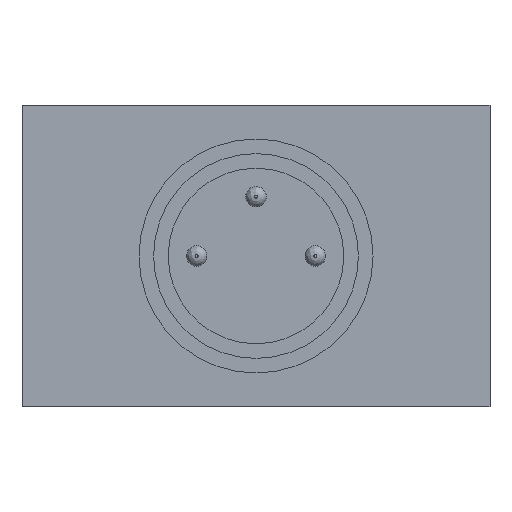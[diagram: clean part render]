
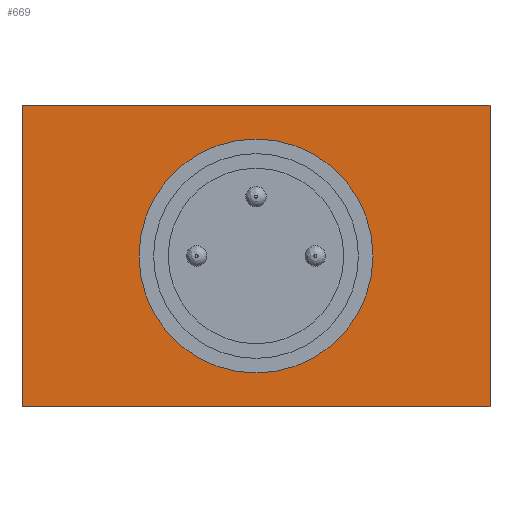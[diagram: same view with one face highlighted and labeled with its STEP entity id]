
A CAD part, left-side view. The second image highlights one B-rep face of the part: STEP entity #669.
In plain terms, the highlighted planar face has unit normal (-1, 0, 0).
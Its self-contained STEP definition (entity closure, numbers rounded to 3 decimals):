
#43=FACE_BOUND('',#183,.T.);
#71=PLANE('',#751);
#115=FACE_OUTER_BOUND('',#182,.T.);
#182=EDGE_LOOP('',(#550,#551,#552,#553));
#183=EDGE_LOOP('',(#554));
#216=CIRCLE('',#725,3.75);
#234=LINE('',#974,#266);
#255=LINE('',#1197,#287);
#257=LINE('',#1201,#289);
#258=LINE('',#1202,#290);
#266=VECTOR('',#776,16.);
#287=VECTOR('',#937,10.3);
#289=VECTOR('',#941,10.3);
#290=VECTOR('',#942,16.);
#302=VERTEX_POINT('',#971);
#303=VERTEX_POINT('',#973);
#333=VERTEX_POINT('',#1155);
#345=VERTEX_POINT('',#1196);
#346=VERTEX_POINT('',#1200);
#357=EDGE_CURVE('',#303,#302,#234,.T.);
#401=EDGE_CURVE('',#333,#333,#216,.T.);
#416=EDGE_CURVE('',#345,#303,#255,.T.);
#418=EDGE_CURVE('',#346,#302,#257,.T.);
#419=EDGE_CURVE('',#345,#346,#258,.T.);
#550=ORIENTED_EDGE('',*,*,#357,.T.);
#551=ORIENTED_EDGE('',*,*,#418,.F.);
#552=ORIENTED_EDGE('',*,*,#419,.F.);
#553=ORIENTED_EDGE('',*,*,#416,.T.);
#554=ORIENTED_EDGE('',*,*,#401,.T.);
#669=ADVANCED_FACE('',(#115,#43),#71,.T.);
#725=AXIS2_PLACEMENT_3D('',#1156,#882,#883);
#751=AXIS2_PLACEMENT_3D('',#1199,#939,#940);
#776=DIRECTION('',(0.,1.,0.));
#882=DIRECTION('center_axis',(1.,0.,0.));
#883=DIRECTION('ref_axis',(0.,-1.,0.));
#937=DIRECTION('',(0.,0.,1.));
#939=DIRECTION('center_axis',(-1.,0.,0.));
#940=DIRECTION('ref_axis',(0.,0.,1.));
#941=DIRECTION('',(0.,0.,1.));
#942=DIRECTION('',(0.,1.,0.));
#971=CARTESIAN_POINT('',(-17.898,7.765,10.3));
#973=CARTESIAN_POINT('',(-17.898,-8.235,10.3));
#974=CARTESIAN_POINT('',(-17.898,-8.235,10.3));
#1155=CARTESIAN_POINT('',(-17.898,-3.985,5.15));
#1156=CARTESIAN_POINT('Origin',(-17.898,-0.235,5.15));
#1196=CARTESIAN_POINT('',(-17.898,-8.235,0.));
#1197=CARTESIAN_POINT('',(-17.898,-8.235,0.));
#1199=CARTESIAN_POINT('Origin',(-17.898,-8.235,0.));
#1200=CARTESIAN_POINT('',(-17.898,7.765,0.));
#1201=CARTESIAN_POINT('',(-17.898,7.765,0.));
#1202=CARTESIAN_POINT('',(-17.898,-8.235,0.));
